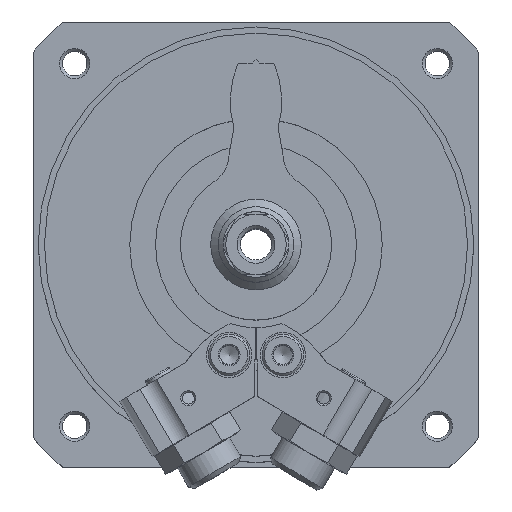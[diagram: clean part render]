
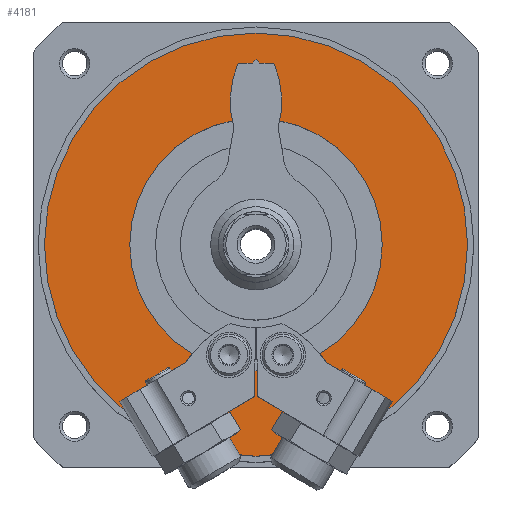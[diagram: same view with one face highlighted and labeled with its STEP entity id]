
A CAD part, top view. The second image highlights one B-rep face of the part: STEP entity #4181.
In plain terms, the highlighted face is planar.
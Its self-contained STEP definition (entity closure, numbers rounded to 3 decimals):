
#199=PLANE('',#4625);
#833=ORIENTED_EDGE('',*,*,#1861,.F.);
#834=ORIENTED_EDGE('',*,*,#1862,.T.);
#1861=EDGE_CURVE('',#2385,#2385,#2788,.T.);
#1862=EDGE_CURVE('',#2386,#2386,#2789,.T.);
#2385=VERTEX_POINT('',#6754);
#2386=VERTEX_POINT('',#6756);
#2788=CIRCLE('',#4626,28.);
#2789=CIRCLE('',#4627,16.7);
#3098=EDGE_LOOP('',(#833));
#3099=EDGE_LOOP('',(#834));
#3601=FACE_BOUND('',#3098,.T.);
#3602=FACE_BOUND('',#3099,.T.);
#4181=ADVANCED_FACE('',(#3601,#3602),#199,.F.);
#4625=AXIS2_PLACEMENT_3D('',#6752,#5315,#5316);
#4626=AXIS2_PLACEMENT_3D('',#6753,#5317,#5318);
#4627=AXIS2_PLACEMENT_3D('',#6755,#5319,#5320);
#5315=DIRECTION('',(1.,0.,0.));
#5316=DIRECTION('',(0.,0.,-1.));
#5317=DIRECTION('',(1.,0.,0.));
#5318=DIRECTION('',(0.,0.,-1.));
#5319=DIRECTION('',(1.,0.,0.));
#5320=DIRECTION('',(0.,0.,-1.));
#6752=CARTESIAN_POINT('',(-31.,0.,0.));
#6753=CARTESIAN_POINT('',(-31.,0.,0.));
#6754=CARTESIAN_POINT('',(-31.,0.,-28.));
#6755=CARTESIAN_POINT('',(-31.,0.,0.));
#6756=CARTESIAN_POINT('',(-31.,0.,-16.7));
